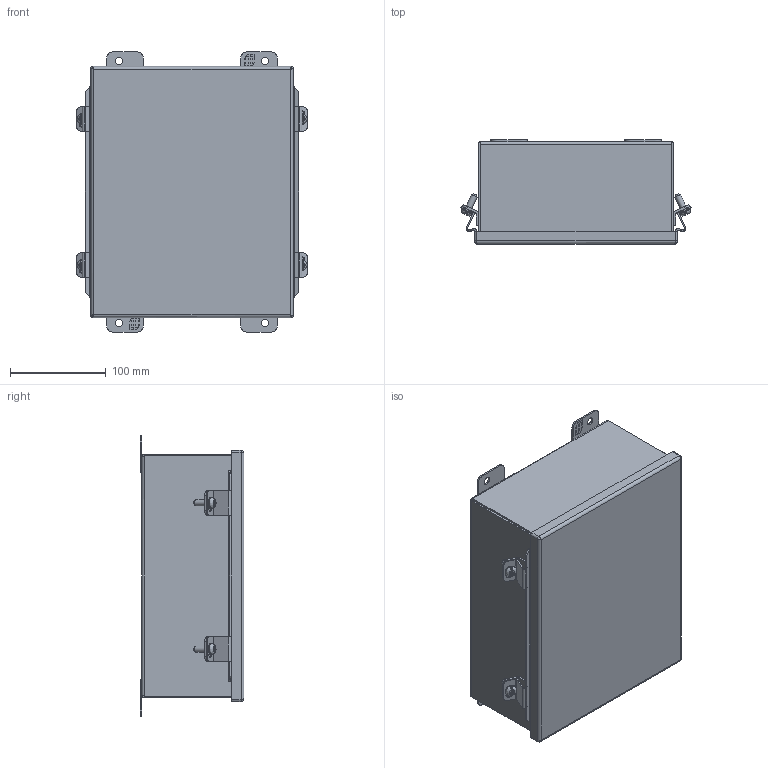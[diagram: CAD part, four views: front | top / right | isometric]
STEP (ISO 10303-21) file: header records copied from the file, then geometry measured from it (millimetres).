
FILE_DESCRIPTION (( 'STEP AP214' ), '1' );
FILE_NAME ('1414N4SSI.STEP', '2019-09-27T18:21:05', ( '' ), ( '' ), 'SwSTEP 2.0', 'SolidWorks 2018', '' );
FILE_SCHEMA (( 'AUTOMOTIVE_DESIGN' ));
Length unit declared in the file: inch
Products named in the file (1): 1414N4SSI
Bounding box: 240.66 x 108.43 x 292.1 mm (x, y, z)
Volume: 546457.3 mm3; surface area: 596242.3 mm2
Topology: 26 solids, 27 shells, 717 faces, 1802 edges, 1140 vertices
Faces by surface type: plane 473, cylinder 168, cone 40, bspline 36
Full cylindrical faces by diameter (mm): 3.967 x4, 4.826 x2, 5.41 x4, 6.35 x6, 6.731 x4, 7.937 x3, 7.938 x1, 9.525 x4, 12.192 x4
Entity records: 33229 total; most frequent: CARTESIAN_POINT 7652, ORIENTED_EDGE 3436, DIRECTION 3258, EDGE_CURVE 1718, LINE 1246, VECTOR 1246, VERTEX_POINT 1124, AXIS2_PLACEMENT_3D 1006
